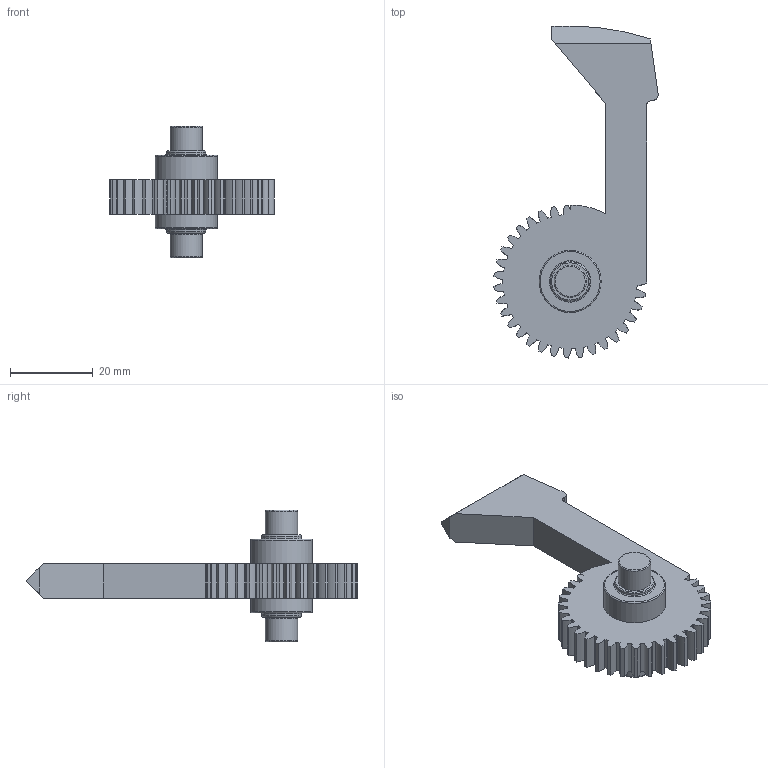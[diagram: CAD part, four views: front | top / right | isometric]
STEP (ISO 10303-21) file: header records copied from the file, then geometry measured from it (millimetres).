
FILE_DESCRIPTION(('FreeCAD Model'),'2;1');
FILE_NAME('Open CASCADE Shape Model','2024-10-22T12:42:44',(''),(''), 'Open CASCADE STEP processor 7.7','FreeCAD','Unknown');
FILE_SCHEMA(('AUTOMOTIVE_DESIGN { 1 0 10303 214 1 1 1 1 }'));
Length unit declared in the file: millimetre
Products named in the file (1): Claw Pincher Passive
Bounding box: 39.75 x 80.31 x 31.85 mm (x, y, z)
Volume: 15849.3 mm3; surface area: 6571.2 mm2
Topology: 1 solids, 1 shells, 196 faces, 564 edges, 376 vertices
Faces by surface type: extrusion 157, plane 19, cylinder 11, torus 9
Full cylindrical faces by diameter (mm): 7.8 x2, 9.5 x2, 15 x2
Entity records: 9385 total; most frequent: CARTESIAN_POINT 4792, ORIENTED_EDGE 1128, EDGE_CURVE 564, DIRECTION 536, B_SPLINE_CURVE_WITH_KNOTS 472, VERTEX_POINT 376, VECTOR 356, FACE_BOUND 202
